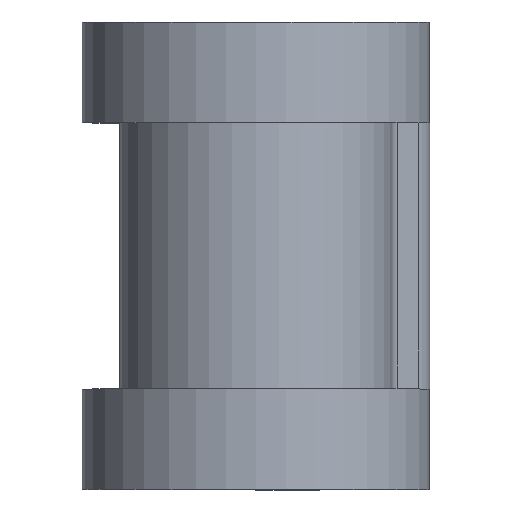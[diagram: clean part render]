
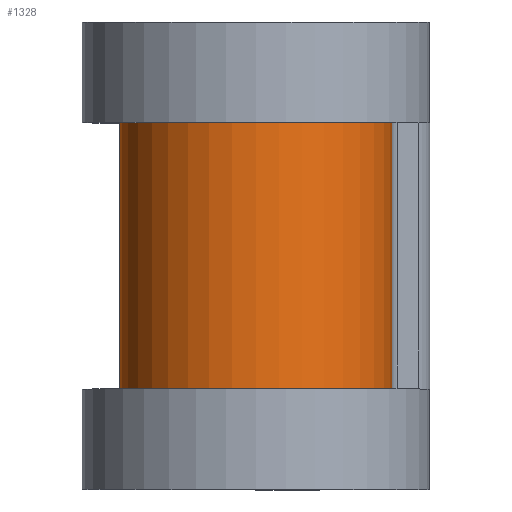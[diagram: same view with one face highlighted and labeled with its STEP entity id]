
A CAD part, top view. The second image highlights one B-rep face of the part: STEP entity #1328.
In plain terms, the highlighted cylindrical face has radius 5.512 mm (diameter 11.024 mm), a partial arc.
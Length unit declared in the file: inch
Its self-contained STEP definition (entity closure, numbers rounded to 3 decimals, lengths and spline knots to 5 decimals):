
#19 = CARTESIAN_POINT ( 'NONE',  ( 0.217, 0.3125, 0.25 ) ) ;
#51 = DIRECTION ( 'NONE',  ( 0., 0., -1. ) ) ;
#62 = CARTESIAN_POINT ( 'NONE',  ( -0.217, 0.3125, 0.25 ) ) ;
#91 = LINE ( 'NONE', #62, #470 ) ;
#99 = VERTEX_POINT ( 'NONE', #1498 ) ;
#271 = EDGE_LOOP ( 'NONE', ( #376, #1693, #438, #881 ) ) ;
#275 = CIRCLE ( 'NONE', #999, 0.217 ) ;
#376 = ORIENTED_EDGE ( 'NONE', *, *, #1870, .F. ) ;
#390 = CARTESIAN_POINT ( 'NONE',  ( -0.217, 0.2125, 0.25 ) ) ;
#438 = ORIENTED_EDGE ( 'NONE', *, *, #1928, .T. ) ;
#470 = VECTOR ( 'NONE', #946, 39.37008 ) ;
#538 = VERTEX_POINT ( 'NONE', #1681 ) ;
#628 = AXIS2_PLACEMENT_3D ( 'NONE', #1659, #687, #1812 ) ;
#634 = AXIS2_PLACEMENT_3D ( 'NONE', #857, #1966, #1030 ) ;
#687 = DIRECTION ( 'NONE',  ( 0., -1., 0. ) ) ;
#776 = CYLINDRICAL_SURFACE ( 'NONE', #628, 0.217 ) ;
#782 = VERTEX_POINT ( 'NONE', #1081 ) ;
#785 = LINE ( 'NONE', #19, #1607 ) ;
#794 = EDGE_CURVE ( 'NONE', #99, #782, #275, .T. ) ;
#819 = FACE_OUTER_BOUND ( 'NONE', #271, .T. ) ;
#857 = CARTESIAN_POINT ( 'NONE',  ( 0., 0.2125, 0.25 ) ) ;
#881 = ORIENTED_EDGE ( 'NONE', *, *, #794, .F. ) ;
#946 = DIRECTION ( 'NONE',  ( 0., -1., 0. ) ) ;
#999 = AXIS2_PLACEMENT_3D ( 'NONE', #2018, #1090, #51 ) ;
#1030 = DIRECTION ( 'NONE',  ( 0., 0., -1. ) ) ;
#1081 = CARTESIAN_POINT ( 'NONE',  ( -0.217, -0.2125, 0.25 ) ) ;
#1090 = DIRECTION ( 'NONE',  ( 0., -1., 0. ) ) ;
#1328 = ADVANCED_FACE ( 'NONE', ( #819 ), #776, .T. ) ;
#1359 = EDGE_CURVE ( 'NONE', #538, #1525, #1600, .T. ) ;
#1498 = CARTESIAN_POINT ( 'NONE',  ( 0.217, -0.2125, 0.25 ) ) ;
#1525 = VERTEX_POINT ( 'NONE', #390 ) ;
#1600 = CIRCLE ( 'NONE', #634, 0.217 ) ;
#1607 = VECTOR ( 'NONE', #2010, 39.37008 ) ;
#1659 = CARTESIAN_POINT ( 'NONE',  ( 0., 0.3125, 0.25 ) ) ;
#1681 = CARTESIAN_POINT ( 'NONE',  ( 0.217, 0.2125, 0.25 ) ) ;
#1693 = ORIENTED_EDGE ( 'NONE', *, *, #1359, .T. ) ;
#1812 = DIRECTION ( 'NONE',  ( 0., 0., -1. ) ) ;
#1870 = EDGE_CURVE ( 'NONE', #538, #99, #785, .T. ) ;
#1928 = EDGE_CURVE ( 'NONE', #1525, #782, #91, .T. ) ;
#1966 = DIRECTION ( 'NONE',  ( 0., -1., 0. ) ) ;
#2010 = DIRECTION ( 'NONE',  ( 0., -1., 0. ) ) ;
#2018 = CARTESIAN_POINT ( 'NONE',  ( 0., -0.2125, 0.25 ) ) ;
